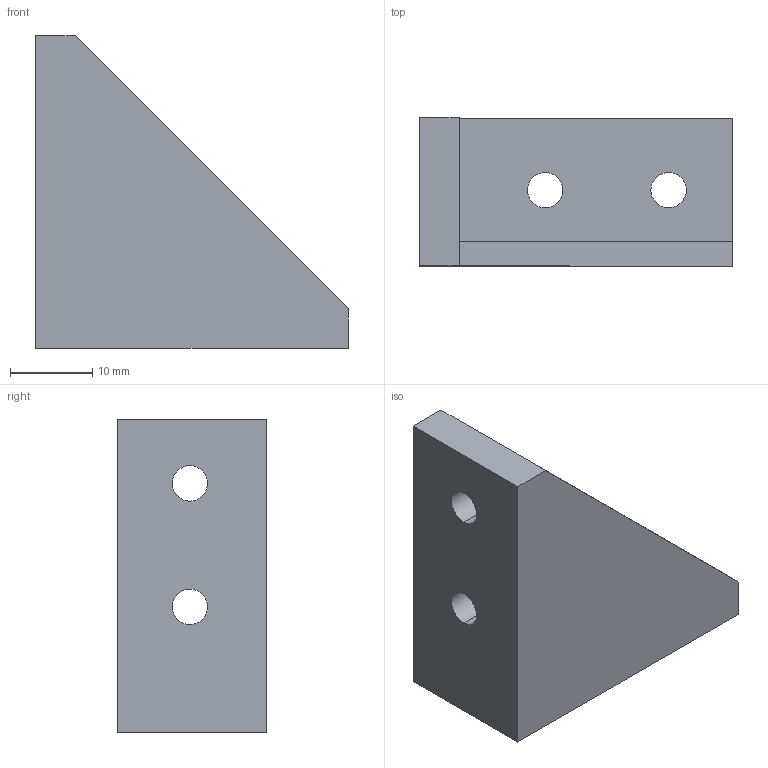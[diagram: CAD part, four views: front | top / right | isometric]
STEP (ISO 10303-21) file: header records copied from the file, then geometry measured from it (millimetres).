
FILE_DESCRIPTION (( 'STEP AP214' ), '1' );
FILE_NAME ('2040臏褒鎢.STEP', '2025-08-05T15:42:26', ( '' ), ( '' ), 'SwSTEP 2.0', 'SolidWorks 2021', '' );
FILE_SCHEMA (( 'AUTOMOTIVE_DESIGN' ));
Length unit declared in the file: millimetre
Products named in the file (1): 2040臏褒鎢
Bounding box: 38 x 18 x 38 mm (x, y, z)
Volume: 7526.2 mm3; surface area: 4606.6 mm2
Topology: 1 solids, 1 shells, 18 faces, 46 edges, 30 vertices
Faces by surface type: plane 10, cylinder 8
Entity records: 600 total; most frequent: DIRECTION 100, CARTESIAN_POINT 95, ORIENTED_EDGE 92, EDGE_CURVE 46, AXIS2_PLACEMENT_3D 35, LINE 30, VERTEX_POINT 30, VECTOR 30
